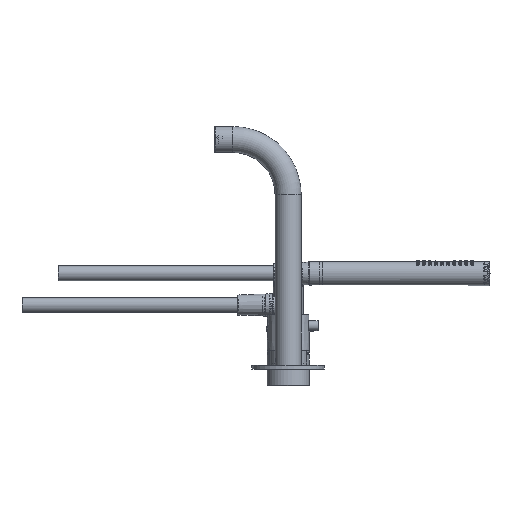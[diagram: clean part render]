
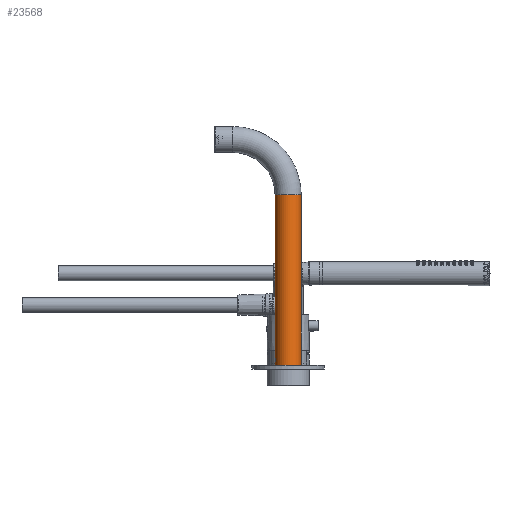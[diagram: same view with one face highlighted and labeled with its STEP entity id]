
A CAD part, front view. The second image highlights one B-rep face of the part: STEP entity #23568.
In plain terms, the highlighted cylindrical face has radius 13 mm (diameter 26 mm), a full revolution.
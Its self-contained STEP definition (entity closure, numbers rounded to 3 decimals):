
#3447=B_SPLINE_CURVE_WITH_KNOTS('',3,(#37157,#37158,#37159,#37160,#37161,
#37162,#37163,#37164,#37165,#37166,#37167),.UNSPECIFIED.,.T.,.F.,(1,1,1,
1,1,1,1,1,1,1,1,1,1,1,1),(-0.004,-0.003,-0.001,
0.,0.001,0.003,0.004,
0.006,0.007,0.009,0.01,
0.012,0.013,0.015,0.016),
 .UNSPECIFIED.);
#4379=CYLINDRICAL_SURFACE('',#28381,13.);
#4786=ORIENTED_EDGE('',*,*,#11652,.T.);
#4787=ORIENTED_EDGE('',*,*,#11653,.T.);
#4788=ORIENTED_EDGE('',*,*,#11654,.F.);
#11652=EDGE_CURVE('',#15085,#15085,#17468,.T.);
#11653=EDGE_CURVE('',#15086,#15086,#3447,.T.);
#11654=EDGE_CURVE('',#15087,#15087,#17469,.T.);
#15085=VERTEX_POINT('',#37156);
#15086=VERTEX_POINT('',#37168);
#15087=VERTEX_POINT('',#37170);
#17468=CIRCLE('',#28382,13.);
#17469=CIRCLE('',#28383,13.);
#18620=EDGE_LOOP('',(#4786));
#18621=EDGE_LOOP('',(#4787));
#18622=EDGE_LOOP('',(#4788));
#20817=FACE_BOUND('',#18620,.T.);
#20818=FACE_BOUND('',#18621,.T.);
#20819=FACE_BOUND('',#18622,.T.);
#23568=ADVANCED_FACE('',(#20817,#20818,#20819),#4379,.T.);
#28381=AXIS2_PLACEMENT_3D('',#37154,#30882,#30883);
#28382=AXIS2_PLACEMENT_3D('',#37155,#30884,#30885);
#28383=AXIS2_PLACEMENT_3D('',#37169,#30886,#30887);
#30882=DIRECTION('',(0.,0.,-1.));
#30883=DIRECTION('',(-1.,0.,0.));
#30884=DIRECTION('',(0.,0.,1.));
#30885=DIRECTION('',(1.,0.,0.));
#30886=DIRECTION('',(0.,0.,1.));
#30887=DIRECTION('',(1.,0.,0.));
#37154=CARTESIAN_POINT('',(0.,0.,170.));
#37155=CARTESIAN_POINT('',(0.,0.,0.2));
#37156=CARTESIAN_POINT('',(13.,0.,0.2));
#37157=CARTESIAN_POINT('',(12.935,1.442,3.566));
#37158=CARTESIAN_POINT('',(13.032,0.,2.986));
#37159=CARTESIAN_POINT('',(12.935,-1.442,3.565));
#37160=CARTESIAN_POINT('',(12.834,-2.053,5.001));
#37161=CARTESIAN_POINT('',(12.935,-1.441,6.434));
#37162=CARTESIAN_POINT('',(13.032,-0.002,7.014));
#37163=CARTESIAN_POINT('',(12.935,1.441,6.435));
#37164=CARTESIAN_POINT('',(12.834,2.053,5.001));
#37165=CARTESIAN_POINT('',(12.935,1.442,3.566));
#37166=CARTESIAN_POINT('',(13.032,0.,2.986));
#37167=CARTESIAN_POINT('',(12.935,-1.442,3.565));
#37168=CARTESIAN_POINT('',(13.,0.,3.179));
#37169=CARTESIAN_POINT('',(0.,0.,170.));
#37170=CARTESIAN_POINT('',(13.,0.,170.));
